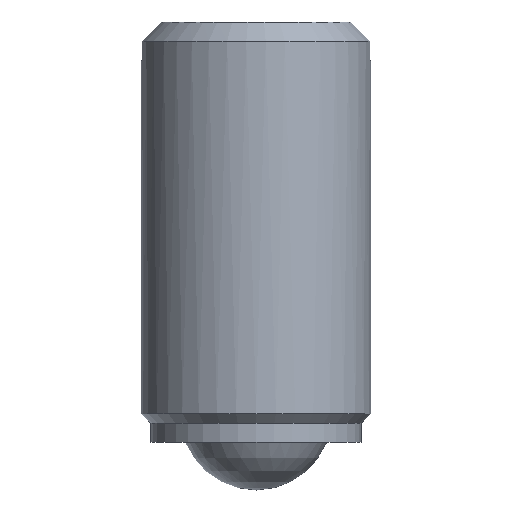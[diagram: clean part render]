
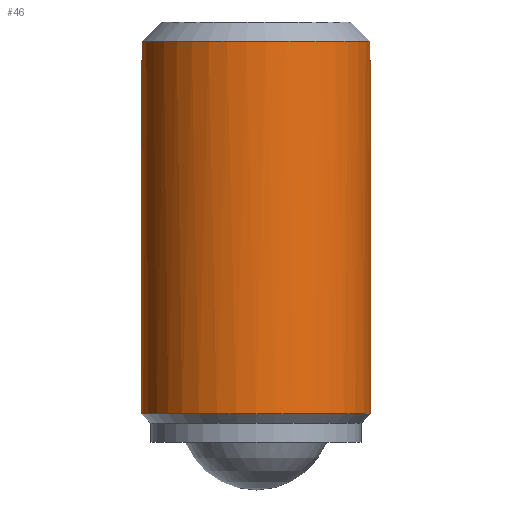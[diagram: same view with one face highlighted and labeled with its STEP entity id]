
A CAD part, left-side view. The second image highlights one B-rep face of the part: STEP entity #46.
In plain terms, the highlighted cylindrical face has radius 6 mm (diameter 12 mm), a full revolution.
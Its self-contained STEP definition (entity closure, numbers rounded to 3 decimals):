
#46 = ADVANCED_FACE( '', ( #94, #95 ), #96, .T. );
#94 = FACE_OUTER_BOUND( '', #141, .T. );
#95 = FACE_OUTER_BOUND( '', #142, .T. );
#96 = CYLINDRICAL_SURFACE( '', #143, 6. );
#141 = EDGE_LOOP( '', ( #205 ) );
#142 = EDGE_LOOP( '', ( #206, #207, #208, #209, #210, #211, #212, #213 ) );
#143 = AXIS2_PLACEMENT_3D( '', #214, #215, #216 );
#205 = ORIENTED_EDGE( '', *, *, #258, .T. );
#206 = ORIENTED_EDGE( '', *, *, #271, .T. );
#207 = ORIENTED_EDGE( '', *, *, #279, .T. );
#208 = ORIENTED_EDGE( '', *, *, #273, .T. );
#209 = ORIENTED_EDGE( '', *, *, #280, .T. );
#210 = ORIENTED_EDGE( '', *, *, #262, .T. );
#211 = ORIENTED_EDGE( '', *, *, #276, .T. );
#212 = ORIENTED_EDGE( '', *, *, #264, .T. );
#213 = ORIENTED_EDGE( '', *, *, #281, .T. );
#214 = CARTESIAN_POINT( '', ( 0., 0., 57.15 ) );
#215 = DIRECTION( '', ( 0., 0., -1. ) );
#216 = DIRECTION( '', ( 1., 0., 0. ) );
#258 = EDGE_CURVE( '', #293, #293, #294, .T. );
#262 = EDGE_CURVE( '', #301, #299, #302, .T. );
#264 = EDGE_CURVE( '', #305, #303, #306, .F. );
#271 = EDGE_CURVE( '', #317, #315, #318, .T. );
#273 = EDGE_CURVE( '', #321, #319, #322, .F. );
#276 = EDGE_CURVE( '', #299, #305, #325, .F. );
#279 = EDGE_CURVE( '', #315, #321, #328, .F. );
#280 = EDGE_CURVE( '', #319, #301, #329, .F. );
#281 = EDGE_CURVE( '', #303, #317, #330, .F. );
#293 = VERTEX_POINT( '', #343 );
#294 = CIRCLE( '', #344, 6. );
#299 = VERTEX_POINT( '', #350 );
#301 = VERTEX_POINT( '', #355 );
#302 = LINE( '', #356, #357 );
#303 = VERTEX_POINT( '', #358 );
#305 = VERTEX_POINT( '', #361 );
#306 = LINE( '', #362, #363 );
#315 = VERTEX_POINT( '', #376 );
#317 = VERTEX_POINT( '', #381 );
#318 = LINE( '', #382, #383 );
#319 = VERTEX_POINT( '', #384 );
#321 = VERTEX_POINT( '', #387 );
#322 = LINE( '', #388, #389 );
#325 = CIRCLE( '', #395, 6. );
#328 = CIRCLE( '', #398, 6. );
#329 = CIRCLE( '', #399, 6. );
#330 = CIRCLE( '', #400, 6. );
#343 = CARTESIAN_POINT( '', ( 6., 0., 4. ) );
#344 = AXIS2_PLACEMENT_3D( '', #413, #414, #415 );
#350 = CARTESIAN_POINT( '', ( 0.75, 5.953, 23.5 ) );
#355 = CARTESIAN_POINT( '', ( 0.75, 5.953, 22.5 ) );
#356 = CARTESIAN_POINT( '', ( 0.75, 5.953, 57.15 ) );
#357 = VECTOR( '', #417, 1000. );
#358 = CARTESIAN_POINT( '', ( 0.75, -5.953, 22.5 ) );
#361 = CARTESIAN_POINT( '', ( 0.75, -5.953, 23.5 ) );
#362 = CARTESIAN_POINT( '', ( 0.75, -5.953, 57.15 ) );
#363 = VECTOR( '', #419, 1000. );
#376 = CARTESIAN_POINT( '', ( -0.75, -5.953, 23.5 ) );
#381 = CARTESIAN_POINT( '', ( -0.75, -5.953, 22.5 ) );
#382 = CARTESIAN_POINT( '', ( -0.75, -5.953, 57.15 ) );
#383 = VECTOR( '', #424, 1000. );
#384 = CARTESIAN_POINT( '', ( -0.75, 5.953, 22.5 ) );
#387 = CARTESIAN_POINT( '', ( -0.75, 5.953, 23.5 ) );
#388 = CARTESIAN_POINT( '', ( -0.75, 5.953, 57.15 ) );
#389 = VECTOR( '', #426, 1000. );
#395 = AXIS2_PLACEMENT_3D( '', #427, #428, #429 );
#398 = AXIS2_PLACEMENT_3D( '', #433, #434, #435 );
#399 = AXIS2_PLACEMENT_3D( '', #436, #437, #438 );
#400 = AXIS2_PLACEMENT_3D( '', #439, #440, #441 );
#413 = CARTESIAN_POINT( '', ( 0., 0., 4. ) );
#414 = DIRECTION( '', ( 0., 0., 1. ) );
#415 = DIRECTION( '', ( 1., 0., 0. ) );
#417 = DIRECTION( '', ( 0., 0., 1. ) );
#419 = DIRECTION( '', ( 0., 0., 1. ) );
#424 = DIRECTION( '', ( 0., 0., 1. ) );
#426 = DIRECTION( '', ( 0., 0., 1. ) );
#427 = CARTESIAN_POINT( '', ( 0., 0., 23.5 ) );
#428 = DIRECTION( '', ( 0., 0., 1. ) );
#429 = DIRECTION( '', ( 1., 0., 0. ) );
#433 = CARTESIAN_POINT( '', ( 0., 0., 23.5 ) );
#434 = DIRECTION( '', ( 0., 0., 1. ) );
#435 = DIRECTION( '', ( 1., 0., 0. ) );
#436 = CARTESIAN_POINT( '', ( 0., 0., 22.5 ) );
#437 = DIRECTION( '', ( 0., 0., 1. ) );
#438 = DIRECTION( '', ( 1., 0., 0. ) );
#439 = CARTESIAN_POINT( '', ( 0., 0., 22.5 ) );
#440 = DIRECTION( '', ( 0., 0., 1. ) );
#441 = DIRECTION( '', ( 1., 0., 0. ) );
